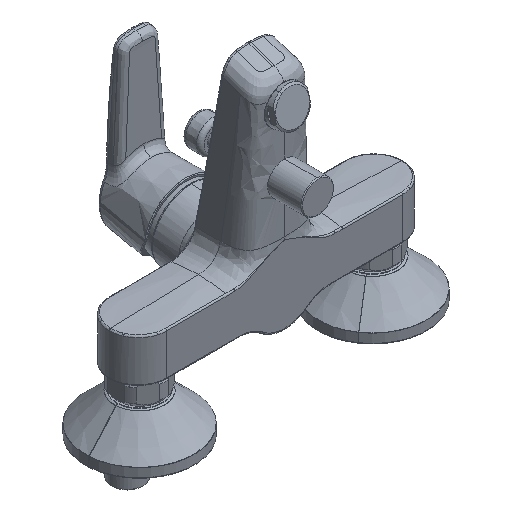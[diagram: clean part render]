
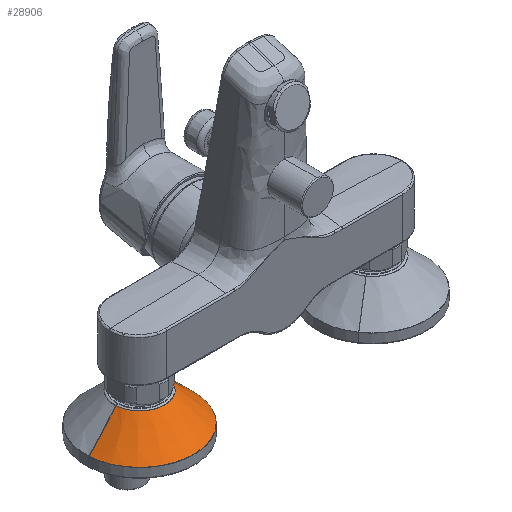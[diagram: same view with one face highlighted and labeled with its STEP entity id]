
A CAD part, isometric view. The second image highlights one B-rep face of the part: STEP entity #28906.
In plain terms, the highlighted conical face has half-angle 45.496 degrees and reference radius 35 mm.
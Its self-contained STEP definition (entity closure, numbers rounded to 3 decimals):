
#910 = EDGE_CURVE ( 'NONE', #40137, #43633, #39364, .T. ) ;
#1092 = CARTESIAN_POINT ( 'NONE',  ( -75., 0., -19. ) ) ;
#1429 = DIRECTION ( 'NONE',  ( -0.998, -0.061, 0. ) ) ;
#9226 = VERTEX_POINT ( 'NONE', #12307 ) ;
#9255 = VECTOR ( 'NONE', #13092, 1000. ) ;
#9842 = AXIS2_PLACEMENT_3D ( 'NONE', #44135, #43963, #43801 ) ;
#10821 = EDGE_CURVE ( 'NONE', #40137, #9226, #15785, .T. ) ;
#11555 = ORIENTED_EDGE ( 'NONE', *, *, #10821, .F. ) ;
#12307 = CARTESIAN_POINT ( 'NONE',  ( -40.064, 2.118, -19. ) ) ;
#13092 = DIRECTION ( 'NONE',  ( 0.712, 0.043, -0.701 ) ) ;
#15785 = LINE ( 'NONE', #24770, #9255 ) ;
#16024 = VERTEX_POINT ( 'NONE', #35015 ) ;
#19200 = DIRECTION ( 'NONE',  ( 0., 0., -1. ) ) ;
#22825 = DIRECTION ( 'NONE',  ( -0.712, -0.043, -0.701 ) ) ;
#23016 = AXIS2_PLACEMENT_3D ( 'NONE', #1092, #47611, #1429 ) ;
#23018 = CONICAL_SURFACE ( 'NONE', #23016, 35., 0.794 ) ;
#24770 = CARTESIAN_POINT ( 'NONE',  ( -40.064, 2.118, -19. ) ) ;
#28906 = ADVANCED_FACE ( 'NONE', ( #36293 ), #23018, .T. ) ;
#29642 = EDGE_LOOP ( 'NONE', ( #11555, #32585, #32534, #36746 ) ) ;
#32534 = ORIENTED_EDGE ( 'NONE', *, *, #48890, .T. ) ;
#32585 = ORIENTED_EDGE ( 'NONE', *, *, #910, .T. ) ;
#34023 = CARTESIAN_POINT ( 'NONE',  ( -58.778, 0.983, -0.574 ) ) ;
#34741 = AXIS2_PLACEMENT_3D ( 'NONE', #42281, #19200, #46133 ) ;
#35015 = CARTESIAN_POINT ( 'NONE',  ( -109.936, -2.118, -19. ) ) ;
#36293 = FACE_OUTER_BOUND ( 'NONE', #29642, .T. ) ;
#36746 = ORIENTED_EDGE ( 'NONE', *, *, #49804, .F. ) ;
#38399 = LINE ( 'NONE', #42011, #38439 ) ;
#38439 = VECTOR ( 'NONE', #22825, 1000. ) ;
#39364 = CIRCLE ( 'NONE', #9842, 16.252 ) ;
#40137 = VERTEX_POINT ( 'NONE', #34023 ) ;
#42011 = CARTESIAN_POINT ( 'NONE',  ( -109.936, -2.118, -19. ) ) ;
#42281 = CARTESIAN_POINT ( 'NONE',  ( -75., 0., -19. ) ) ;
#43633 = VERTEX_POINT ( 'NONE', #47467 ) ;
#43801 = DIRECTION ( 'NONE',  ( -0.998, -0.061, 0. ) ) ;
#43963 = DIRECTION ( 'NONE',  ( 0., 0., -1. ) ) ;
#44135 = CARTESIAN_POINT ( 'NONE',  ( -75., 0., -0.574 ) ) ;
#46133 = DIRECTION ( 'NONE',  ( -0.998, -0.061, 0. ) ) ;
#47467 = CARTESIAN_POINT ( 'NONE',  ( -91.222, -0.983, -0.574 ) ) ;
#47611 = DIRECTION ( 'NONE',  ( 0., 0., -1. ) ) ;
#48657 = CIRCLE ( 'NONE', #34741, 35. ) ;
#48890 = EDGE_CURVE ( 'NONE', #43633, #16024, #38399, .T. ) ;
#49804 = EDGE_CURVE ( 'NONE', #9226, #16024, #48657, .T. ) ;
